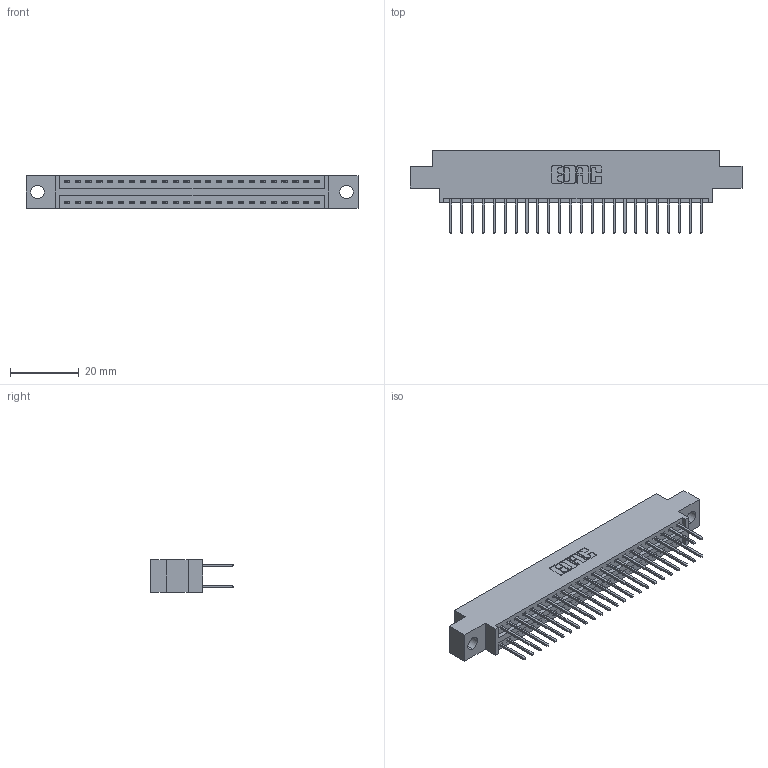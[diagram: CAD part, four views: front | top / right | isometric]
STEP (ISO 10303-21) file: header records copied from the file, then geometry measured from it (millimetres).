
FILE_DESCRIPTION (( 'STEP AP203' ), '1' );
FILE_NAME ('346-048-526-804.STEP', '2022-05-20T21:26:56', ( '' ), ( '' ), 'SwSTEP 2.0', 'SolidWorks 2020', '' );
FILE_SCHEMA (( 'CONFIG_CONTROL_DESIGN' ));
Length unit declared in the file: inch
Products named in the file (3): 346-048-526-804; 346 Part_0.170 Offset - 0.156 Dia-TH; 345-292-001_345-293-126
Assembly tree (49 placements, depth 2):
  346-048-526-804
    346 Part_0.170 Offset - 0.156 Dia-TH
    345-292-001_345-293-126  x48
Bounding box: 96.77 x 24.13 x 9.4 mm (x, y, z)
Volume: 9115 mm3; surface area: 12626.1 mm2
Topology: 49 solids, 49 shells, 2636 faces, 7817 edges, 5146 vertices
Faces by surface type: plane 1774, cylinder 862
Entity records: 18655 total; most frequent: CARTESIAN_POINT 3106, ORIENTED_EDGE 3038, DIRECTION 2787, EDGE_CURVE 1519, LINE 1291, VECTOR 1291, VERTEX_POINT 1010, AXIS2_PLACEMENT_3D 748
